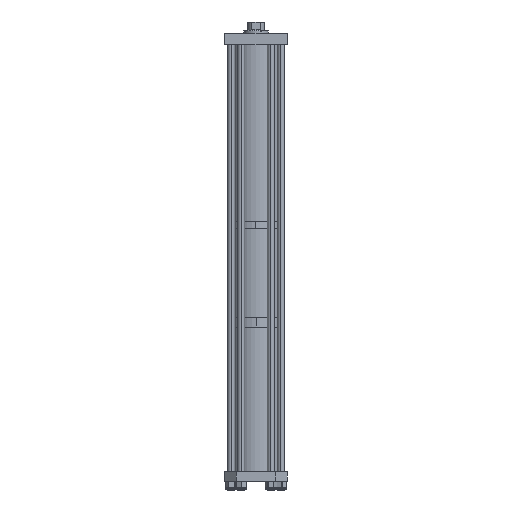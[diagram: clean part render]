
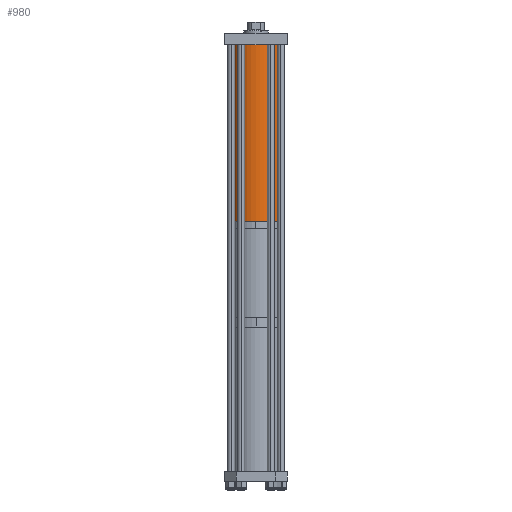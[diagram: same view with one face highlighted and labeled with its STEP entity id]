
A CAD part, left-side view. The second image highlights one B-rep face of the part: STEP entity #980.
In plain terms, the highlighted cylindrical face has radius 114.3 mm (diameter 228.6 mm), a partial arc.
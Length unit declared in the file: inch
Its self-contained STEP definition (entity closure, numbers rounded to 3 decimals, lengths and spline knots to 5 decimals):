
#20 = CARTESIAN_POINT ( 'NONE',  ( 4.5, 0., 31.225 ) ) ;
#123 = FACE_OUTER_BOUND ( 'NONE', #4657, .T. ) ;
#126 = DIRECTION ( 'NONE',  ( 0., 0., 1. ) ) ;
#535 = LINE ( 'NONE', #11036, #808 ) ;
#602 = DIRECTION ( 'NONE',  ( 0., 0., -1. ) ) ;
#754 = DIRECTION ( 'NONE',  ( 0., 0., -1. ) ) ;
#808 = VECTOR ( 'NONE', #602, 39.37008 ) ;
#890 = CARTESIAN_POINT ( 'NONE',  ( 0., 0., 31.225 ) ) ;
#969 = VERTEX_POINT ( 'NONE', #20 ) ;
#980 = ADVANCED_FACE ( 'NONE', ( #123 ), #2964, .T. ) ;
#1002 = AXIS2_PLACEMENT_3D ( 'NONE', #3939, #1301, #9104 ) ;
#1301 = DIRECTION ( 'NONE',  ( 0., 0., 1. ) ) ;
#1505 = CIRCLE ( 'NONE', #1002, 4.5 ) ;
#1731 = DIRECTION ( 'NONE',  ( 0., 0., -1. ) ) ;
#1942 = VERTEX_POINT ( 'NONE', #7734 ) ;
#2136 = ORIENTED_EDGE ( 'NONE', *, *, #8075, .T. ) ;
#2964 = CYLINDRICAL_SURFACE ( 'NONE', #5230, 4.5 ) ;
#3779 = LINE ( 'NONE', #5090, #8536 ) ;
#3925 = AXIS2_PLACEMENT_3D ( 'NONE', #10555, #126, #8823 ) ;
#3939 = CARTESIAN_POINT ( 'NONE',  ( 0., 0., 0. ) ) ;
#3985 = ORIENTED_EDGE ( 'NONE', *, *, #9156, .F. ) ;
#4023 = CARTESIAN_POINT ( 'NONE',  ( 4.5, 0., 0. ) ) ;
#4657 = EDGE_LOOP ( 'NONE', ( #7785, #3985, #2136, #8578 ) ) ;
#5090 = CARTESIAN_POINT ( 'NONE',  ( -4.5, 0., 31.225 ) ) ;
#5230 = AXIS2_PLACEMENT_3D ( 'NONE', #890, #1731, #6118 ) ;
#5951 = CIRCLE ( 'NONE', #3925, 4.5 ) ;
#6118 = DIRECTION ( 'NONE',  ( -1., 0., 0. ) ) ;
#7700 = EDGE_CURVE ( 'NONE', #1942, #9997, #1505, .T. ) ;
#7734 = CARTESIAN_POINT ( 'NONE',  ( -4.5, 0., 0. ) ) ;
#7785 = ORIENTED_EDGE ( 'NONE', *, *, #7943, .F. ) ;
#7943 = EDGE_CURVE ( 'NONE', #969, #9997, #535, .T. ) ;
#8075 = EDGE_CURVE ( 'NONE', #9302, #1942, #3779, .T. ) ;
#8536 = VECTOR ( 'NONE', #754, 39.37008 ) ;
#8578 = ORIENTED_EDGE ( 'NONE', *, *, #7700, .T. ) ;
#8823 = DIRECTION ( 'NONE',  ( 1., 0., 0. ) ) ;
#9104 = DIRECTION ( 'NONE',  ( 1., 0., 0. ) ) ;
#9156 = EDGE_CURVE ( 'NONE', #9302, #969, #5951, .T. ) ;
#9301 = CARTESIAN_POINT ( 'NONE',  ( -4.5, 0., 31.225 ) ) ;
#9302 = VERTEX_POINT ( 'NONE', #9301 ) ;
#9997 = VERTEX_POINT ( 'NONE', #4023 ) ;
#10555 = CARTESIAN_POINT ( 'NONE',  ( 0., 0., 31.225 ) ) ;
#11036 = CARTESIAN_POINT ( 'NONE',  ( 4.5, 0., 31.225 ) ) ;
